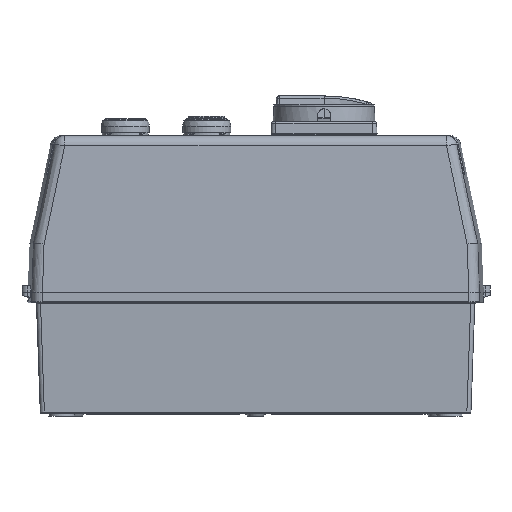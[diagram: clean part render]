
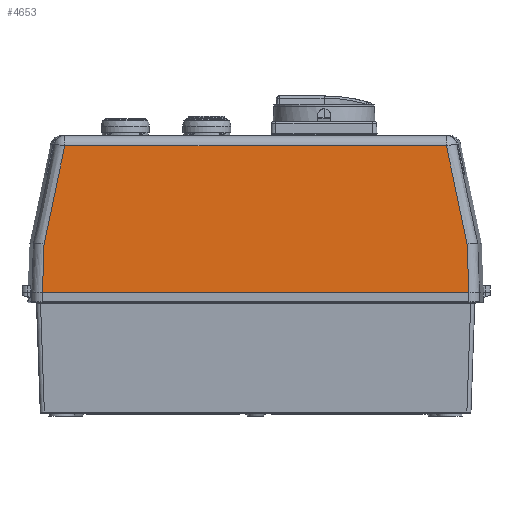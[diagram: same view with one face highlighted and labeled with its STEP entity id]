
A CAD part, front view. The second image highlights one B-rep face of the part: STEP entity #4653.
In plain terms, the highlighted planar face has unit normal (0, -0.999, 0.035).
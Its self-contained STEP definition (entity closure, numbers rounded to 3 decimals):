
#2649=B_SPLINE_CURVE_WITH_KNOTS('',3,(#75352,#75353,#75354,#75355),
 .UNSPECIFIED.,.F.,.F.,(4,4),(0.,1.),.UNSPECIFIED.);
#2651=B_SPLINE_CURVE_WITH_KNOTS('',3,(#75395,#75396,#75397,#75398),
 .UNSPECIFIED.,.F.,.F.,(4,4),(0.,1.),.UNSPECIFIED.);
#2652=B_SPLINE_CURVE_WITH_KNOTS('',3,(#75400,#75401,#75402,#75403),
 .UNSPECIFIED.,.F.,.F.,(4,4),(0.,1.),.UNSPECIFIED.);
#2653=B_SPLINE_CURVE_WITH_KNOTS('',3,(#75407,#75408,#75409,#75410),
 .UNSPECIFIED.,.F.,.F.,(4,4),(0.,1.),.UNSPECIFIED.);
#4653=ADVANCED_FACE('',(#8432),#7041,.T.);
#7041=PLANE('',#52382);
#8432=FACE_OUTER_BOUND('',#10960,.T.);
#10960=EDGE_LOOP('',(#17615,#17616,#17617,#17618,#17619,#17620));
#17615=ORIENTED_EDGE('',*,*,#36214,.F.);
#17616=ORIENTED_EDGE('',*,*,#36220,.F.);
#17617=ORIENTED_EDGE('',*,*,#36221,.F.);
#17618=ORIENTED_EDGE('',*,*,#36222,.T.);
#17619=ORIENTED_EDGE('',*,*,#36223,.F.);
#17620=ORIENTED_EDGE('',*,*,#36218,.F.);
#30328=VERTEX_POINT('',#75320);
#30329=VERTEX_POINT('',#75322);
#30330=VERTEX_POINT('',#75356);
#30331=VERTEX_POINT('',#75399);
#30332=VERTEX_POINT('',#75404);
#30333=VERTEX_POINT('',#75406);
#36214=EDGE_CURVE('',#30329,#30328,#43526,.T.);
#36218=EDGE_CURVE('',#30328,#30330,#2649,.T.);
#36220=EDGE_CURVE('',#30331,#30329,#2651,.T.);
#36221=EDGE_CURVE('',#30332,#30331,#2652,.T.);
#36222=EDGE_CURVE('',#30332,#30333,#43527,.T.);
#36223=EDGE_CURVE('',#30330,#30333,#2653,.T.);
#43526=LINE('',#75323,#47836);
#43527=LINE('',#75405,#47837);
#47836=VECTOR('',#57924,1.);
#47837=VECTOR('',#57933,1.);
#52382=AXIS2_PLACEMENT_3D('',#75411,#57934,#57935);
#57924=DIRECTION('',(1.,0.,0.));
#57933=DIRECTION('',(1.,0.,0.));
#57934=DIRECTION('',(0.,-0.999,0.035));
#57935=DIRECTION('',(-1.,0.,0.));
#75320=CARTESIAN_POINT('',(117.121,-106.867,92.227));
#75322=CARTESIAN_POINT('',(-117.121,-106.867,92.227));
#75323=CARTESIAN_POINT('',(68.486,-106.867,92.227));
#75352=CARTESIAN_POINT('',(117.121,-106.867,92.227));
#75353=CARTESIAN_POINT('',(121.36,-107.568,72.142));
#75354=CARTESIAN_POINT('',(125.599,-108.269,52.057));
#75355=CARTESIAN_POINT('',(129.838,-108.971,31.972));
#75356=CARTESIAN_POINT('',(129.838,-108.971,31.972));
#75395=CARTESIAN_POINT('',(-129.838,-108.971,31.972));
#75396=CARTESIAN_POINT('',(-125.599,-108.269,52.057));
#75397=CARTESIAN_POINT('',(-121.36,-107.568,72.142));
#75398=CARTESIAN_POINT('',(-117.121,-106.867,92.227));
#75399=CARTESIAN_POINT('',(-129.838,-108.971,31.972));
#75400=CARTESIAN_POINT('',(-130.815,-110.,2.5));
#75401=CARTESIAN_POINT('',(-130.489,-109.657,12.324));
#75402=CARTESIAN_POINT('',(-130.164,-109.314,22.148));
#75403=CARTESIAN_POINT('',(-129.838,-108.971,31.972));
#75404=CARTESIAN_POINT('',(-130.815,-110.,2.5));
#75405=CARTESIAN_POINT('',(-136.973,-110.,2.5));
#75406=CARTESIAN_POINT('',(130.815,-110.,2.5));
#75407=CARTESIAN_POINT('',(129.838,-108.971,31.972));
#75408=CARTESIAN_POINT('',(130.164,-109.314,22.148));
#75409=CARTESIAN_POINT('',(130.489,-109.657,12.324));
#75410=CARTESIAN_POINT('',(130.815,-110.,2.5));
#75411=CARTESIAN_POINT('',(136.973,-110.,2.5));
